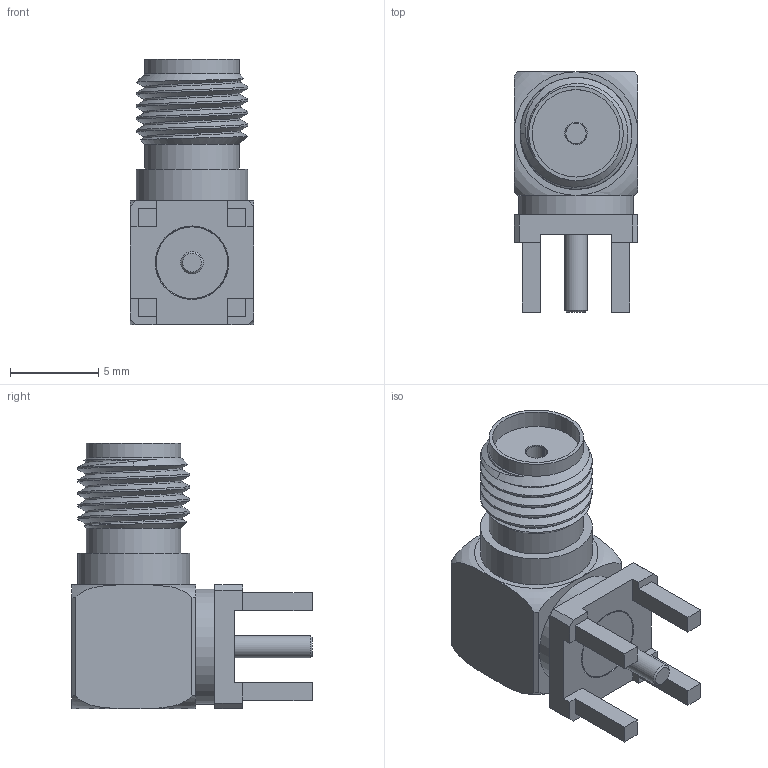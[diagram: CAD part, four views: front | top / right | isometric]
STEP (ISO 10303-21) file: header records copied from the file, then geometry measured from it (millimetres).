
FILE_DESCRIPTION(/* description */ ('Unknown'),/* implementation_level */ '2;1');
FILE_NAME(/* name */ '60311002114501',/* time_stamp */ '2018-09-19T15:07:46+02:00',/* author */ ('Unknown'),/* organization */ ('Unknown'),/* preprocessor_version */ 'ST-DEVELOPER v16.7',/* originating_system */ 'DEX',/* authorisation */ $);
FILE_SCHEMA (('AUTOMOTIVE_DESIGN {1 0 10303 214 3 1 1}'));
Length unit declared in the file: millimetre
Products named in the file (1): 60311002114501
Bounding box: 7 x 13.6 x 15 mm (x, y, z)
Volume: 572.3 mm3; surface area: 832.3 mm2
Topology: 1 solids, 3 shells, 98 faces, 241 edges, 155 vertices
Faces by surface type: plane 58, cylinder 19, cone 10, torus 9, bspline 2
Full cylindrical faces by diameter (mm): 1.27 x4, 2.89 x1, 3.5 x1, 4.06 x1, 4.95 x1, 5.16 x1, 5.35 x2, 6.33 x1, 6.5 x1
Entity records: 4067 total; most frequent: CARTESIAN_POINT 1273, DIRECTION 416, ORIENTED_EDGE 412, EDGE_CURVE 206, AXIS2_PLACEMENT_3D 153, VERTEX_POINT 144, FACE_BOUND 128, EDGE_LOOP 127
